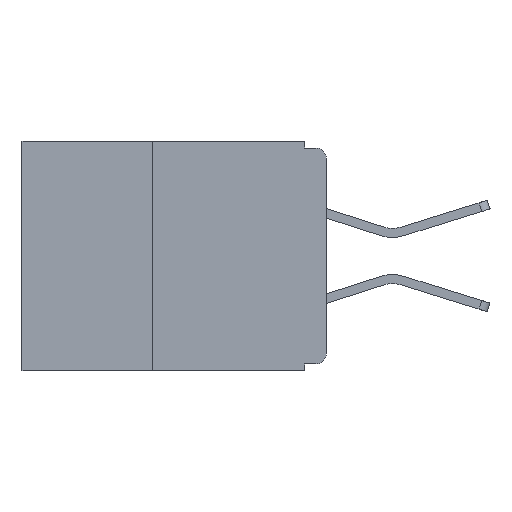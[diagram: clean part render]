
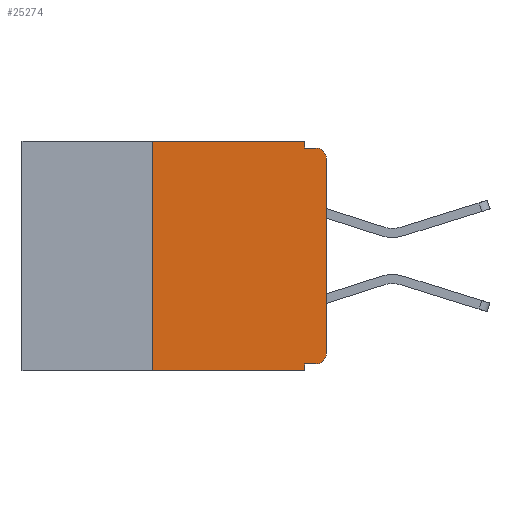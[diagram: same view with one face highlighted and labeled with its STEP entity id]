
A CAD part, left-side view. The second image highlights one B-rep face of the part: STEP entity #25274.
In plain terms, the highlighted planar face has unit normal (-1, 0, 0).
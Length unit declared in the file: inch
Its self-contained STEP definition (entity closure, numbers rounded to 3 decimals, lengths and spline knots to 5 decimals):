
#218 = CARTESIAN_POINT ( 'NONE',  ( 0., 0., -0.01 ) ) ;
#383 = VECTOR ( 'NONE', #22882, 39.37008 ) ;
#486 = DIRECTION ( 'NONE',  ( 1., 0., 0. ) ) ;
#648 = CARTESIAN_POINT ( 'NONE',  ( 0., 0.031, 0. ) ) ;
#1426 = CARTESIAN_POINT ( 'NONE',  ( 0., 0., 0. ) ) ;
#1770 = VERTEX_POINT ( 'NONE', #33405 ) ;
#2304 = LINE ( 'NONE', #9308, #30117 ) ;
#3249 = VECTOR ( 'NONE', #31031, 39.37008 ) ;
#3579 = ORIENTED_EDGE ( 'NONE', *, *, #6027, .F. ) ;
#4755 = ORIENTED_EDGE ( 'NONE', *, *, #7628, .F. ) ;
#4783 = VECTOR ( 'NONE', #23139, 39.37008 ) ;
#5336 = ORIENTED_EDGE ( 'NONE', *, *, #19472, .T. ) ;
#6014 = ORIENTED_EDGE ( 'NONE', *, *, #31586, .F. ) ;
#6027 = EDGE_CURVE ( 'NONE', #13785, #1770, #14937, .T. ) ;
#7277 = CARTESIAN_POINT ( 'NONE',  ( 0., 0.031, -0.33 ) ) ;
#7315 = CARTESIAN_POINT ( 'NONE',  ( 0., 0.031, -0.33 ) ) ;
#7334 = FACE_OUTER_BOUND ( 'NONE', #16966, .T. ) ;
#7628 = EDGE_CURVE ( 'NONE', #21745, #32951, #7712, .T. ) ;
#7712 = LINE ( 'NONE', #22993, #383 ) ;
#7773 = CARTESIAN_POINT ( 'NONE',  ( 0., 0., -0.305 ) ) ;
#7799 = VECTOR ( 'NONE', #30095, 39.37008 ) ;
#8260 = CARTESIAN_POINT ( 'NONE',  ( 0., 0.015, -0.305 ) ) ;
#8700 = CARTESIAN_POINT ( 'NONE',  ( 0., 0.437, 0. ) ) ;
#9076 = AXIS2_PLACEMENT_3D ( 'NONE', #8260, #27072, #10967 ) ;
#9170 = CARTESIAN_POINT ( 'NONE',  ( 0., 0.031, -0.32 ) ) ;
#9196 = CIRCLE ( 'NONE', #9076, 0.015 ) ;
#9308 = CARTESIAN_POINT ( 'NONE',  ( 0., 0., -0.32 ) ) ;
#9474 = EDGE_CURVE ( 'NONE', #22945, #13785, #24886, .T. ) ;
#10967 = DIRECTION ( 'NONE',  ( 0., 0., -1. ) ) ;
#11148 = CIRCLE ( 'NONE', #27076, 0.015 ) ;
#11968 = LINE ( 'NONE', #1426, #4783 ) ;
#12033 = VERTEX_POINT ( 'NONE', #7773 ) ;
#12141 = EDGE_CURVE ( 'NONE', #15347, #12033, #9196, .T. ) ;
#12680 = CARTESIAN_POINT ( 'NONE',  ( 0., 0.437, 0. ) ) ;
#12782 = ORIENTED_EDGE ( 'NONE', *, *, #28900, .F. ) ;
#13193 = DIRECTION ( 'NONE',  ( -1., 0., 0. ) ) ;
#13785 = VERTEX_POINT ( 'NONE', #34370 ) ;
#14461 = ORIENTED_EDGE ( 'NONE', *, *, #30114, .F. ) ;
#14638 = VECTOR ( 'NONE', #15404, 39.37008 ) ;
#14937 = LINE ( 'NONE', #218, #7799 ) ;
#15337 = VECTOR ( 'NONE', #20774, 39.37008 ) ;
#15347 = VERTEX_POINT ( 'NONE', #31114 ) ;
#15404 = DIRECTION ( 'NONE',  ( 0., -1., 0. ) ) ;
#16831 = PLANE ( 'NONE',  #17826 ) ;
#16966 = EDGE_LOOP ( 'NONE', ( #21450, #5336, #3579, #32547, #12782, #4755, #25473, #6014, #14461, #32774 ) ) ;
#17310 = CARTESIAN_POINT ( 'NONE',  ( 0., 0.25, -0.33 ) ) ;
#17826 = AXIS2_PLACEMENT_3D ( 'NONE', #8700, #486, #19578 ) ;
#19472 = EDGE_CURVE ( 'NONE', #31526, #1770, #11148, .T. ) ;
#19578 = DIRECTION ( 'NONE',  ( 0., 0., -1. ) ) ;
#20261 = CARTESIAN_POINT ( 'NONE',  ( 0., 0.437, -0.33 ) ) ;
#20519 = CARTESIAN_POINT ( 'NONE',  ( 0., 0.031, 0. ) ) ;
#20774 = DIRECTION ( 'NONE',  ( 0., 0., -1. ) ) ;
#21450 = ORIENTED_EDGE ( 'NONE', *, *, #24163, .T. ) ;
#21745 = VERTEX_POINT ( 'NONE', #17310 ) ;
#21885 = LINE ( 'NONE', #12680, #14638 ) ;
#22882 = DIRECTION ( 'NONE',  ( 0., 0., 1. ) ) ;
#22945 = VERTEX_POINT ( 'NONE', #648 ) ;
#22993 = CARTESIAN_POINT ( 'NONE',  ( 0., 0.25, -0.33 ) ) ;
#23114 = CARTESIAN_POINT ( 'NONE',  ( 0., 0., -0.025 ) ) ;
#23139 = DIRECTION ( 'NONE',  ( 0., 0., 1. ) ) ;
#24163 = EDGE_CURVE ( 'NONE', #12033, #31526, #11968, .T. ) ;
#24237 = LINE ( 'NONE', #7277, #15337 ) ;
#24886 = LINE ( 'NONE', #20519, #3249 ) ;
#25274 = ADVANCED_FACE ( 'NONE', ( #7334 ), #16831, .F. ) ;
#25473 = ORIENTED_EDGE ( 'NONE', *, *, #33339, .T. ) ;
#26414 = VERTEX_POINT ( 'NONE', #7315 ) ;
#26685 = CARTESIAN_POINT ( 'NONE',  ( 0., 0.25, 0. ) ) ;
#27072 = DIRECTION ( 'NONE',  ( -1., 0., 0. ) ) ;
#27076 = AXIS2_PLACEMENT_3D ( 'NONE', #29271, #13193, #31857 ) ;
#28070 = DIRECTION ( 'NONE',  ( 0., 1., 0. ) ) ;
#28900 = EDGE_CURVE ( 'NONE', #32951, #22945, #21885, .T. ) ;
#29271 = CARTESIAN_POINT ( 'NONE',  ( 0., 0.015, -0.025 ) ) ;
#30095 = DIRECTION ( 'NONE',  ( 0., -1., 0. ) ) ;
#30114 = EDGE_CURVE ( 'NONE', #15347, #33267, #2304, .T. ) ;
#30117 = VECTOR ( 'NONE', #28070, 39.37008 ) ;
#31031 = DIRECTION ( 'NONE',  ( 0., 0., -1. ) ) ;
#31114 = CARTESIAN_POINT ( 'NONE',  ( 0., 0.015, -0.32 ) ) ;
#31526 = VERTEX_POINT ( 'NONE', #23114 ) ;
#31586 = EDGE_CURVE ( 'NONE', #33267, #26414, #24237, .T. ) ;
#31857 = DIRECTION ( 'NONE',  ( 0., 0., -1. ) ) ;
#32547 = ORIENTED_EDGE ( 'NONE', *, *, #9474, .F. ) ;
#32774 = ORIENTED_EDGE ( 'NONE', *, *, #12141, .T. ) ;
#32951 = VERTEX_POINT ( 'NONE', #26685 ) ;
#33267 = VERTEX_POINT ( 'NONE', #9170 ) ;
#33339 = EDGE_CURVE ( 'NONE', #21745, #26414, #34750, .T. ) ;
#33381 = DIRECTION ( 'NONE',  ( 0., -1., 0. ) ) ;
#33405 = CARTESIAN_POINT ( 'NONE',  ( 0., 0.015, -0.01 ) ) ;
#33932 = VECTOR ( 'NONE', #33381, 39.37008 ) ;
#34370 = CARTESIAN_POINT ( 'NONE',  ( 0., 0.031, -0.01 ) ) ;
#34750 = LINE ( 'NONE', #20261, #33932 ) ;
